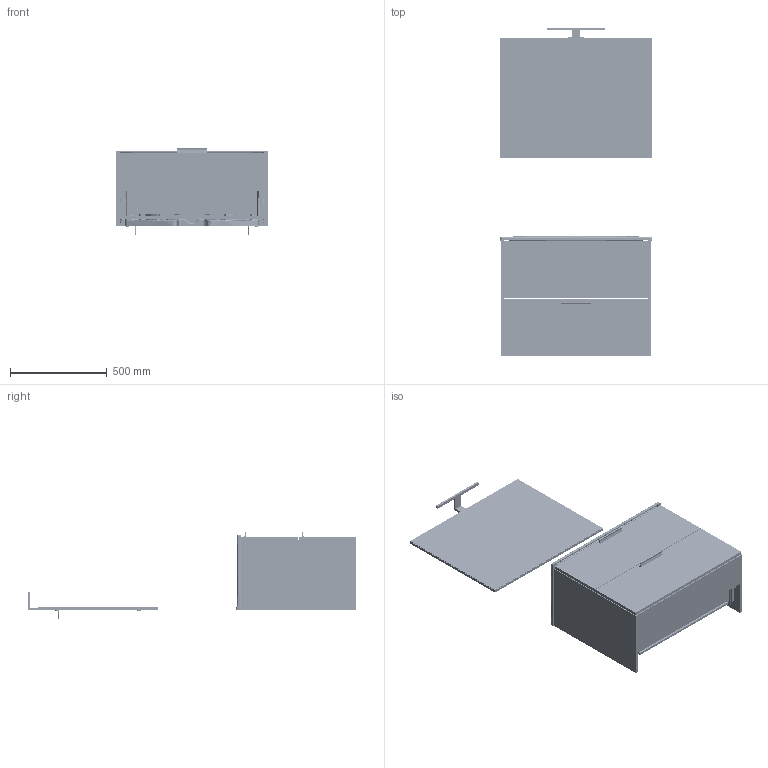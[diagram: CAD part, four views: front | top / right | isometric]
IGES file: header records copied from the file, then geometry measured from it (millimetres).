
Start section: SolidWorks IGES file using analytic representation for surfaces
Global section: file name: 75024_Mia Dem Set_LVD_Ayna_2çek_80cm.IGS; native system: SolidWorks 2018; preprocessor: SolidWorks 2018; author: betul.incukur; date: 190701.085829; units: millimetre
Bounding box: 788.66 x 1693.04 x 450.96 mm (x, y, z)
Surface area: 7398992.9 mm2 (no closed solid volume)
Topology: 0 solids, 0 shells, 2783 faces, 41271 edges, 41236 vertices
Faces by surface type: bspline 1427, revolution 1356
